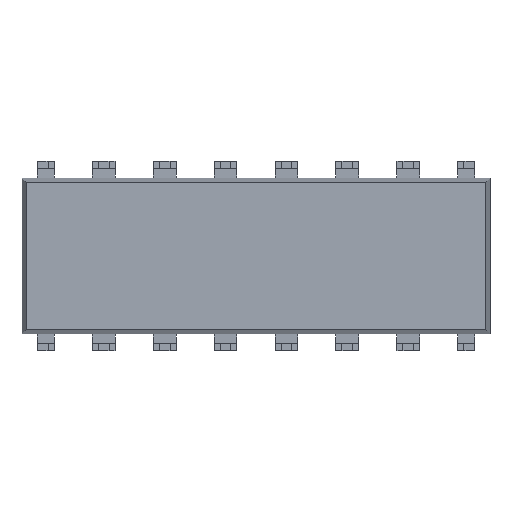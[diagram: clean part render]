
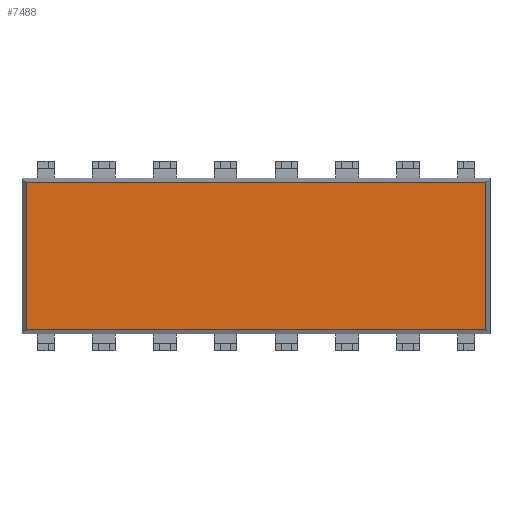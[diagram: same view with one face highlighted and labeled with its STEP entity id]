
A CAD part, front view. The second image highlights one B-rep face of the part: STEP entity #7488.
In plain terms, the highlighted planar face has unit normal (0, -1, 0).
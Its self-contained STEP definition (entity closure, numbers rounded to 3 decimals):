
#7449 = CARTESIAN_POINT ( 'NONE',  ( -9.574, 0.38, 3.064 ) ) ;
#7450 = VERTEX_POINT ( 'NONE', #7449 ) ;
#7451 = CARTESIAN_POINT ( 'NONE',  ( -9.574, 0.38, -3.064 ) ) ;
#7452 = VERTEX_POINT ( 'NONE', #7451 ) ;
#7453 = CARTESIAN_POINT ( 'NONE',  ( -9.574, 0.38, -3.24 ) ) ;
#7454 = DIRECTION ( 'NONE',  ( 0., 0., -1. ) ) ;
#7455 = VECTOR ( 'NONE', #7454, 1000. ) ;
#7456 = LINE ( 'NONE', #7453, #7455 ) ;
#7457 = EDGE_CURVE ( 'NONE', #7450, #7452, #7456, .T. ) ;
#7458 = ORIENTED_EDGE ( 'NONE', *, *, #7457, .T. ) ;
#7459 = CARTESIAN_POINT ( 'NONE',  ( 9.574, 0.38, -3.064 ) ) ;
#7460 = VERTEX_POINT ( 'NONE', #7459 ) ;
#7461 = CARTESIAN_POINT ( 'NONE',  ( 9.75, 0.38, -3.064 ) ) ;
#7462 = DIRECTION ( 'NONE',  ( 1., 0., 0. ) ) ;
#7463 = VECTOR ( 'NONE', #7462, 1000. ) ;
#7464 = LINE ( 'NONE', #7461, #7463 ) ;
#7465 = EDGE_CURVE ( 'NONE', #7452, #7460, #7464, .T. ) ;
#7466 = ORIENTED_EDGE ( 'NONE', *, *, #7465, .T. ) ;
#7467 = CARTESIAN_POINT ( 'NONE',  ( 9.574, 0.38, 3.064 ) ) ;
#7468 = VERTEX_POINT ( 'NONE', #7467 ) ;
#7469 = CARTESIAN_POINT ( 'NONE',  ( 9.574, 0.38, 3.24 ) ) ;
#7470 = DIRECTION ( 'NONE',  ( 0., 0., 1. ) ) ;
#7471 = VECTOR ( 'NONE', #7470, 1000. ) ;
#7472 = LINE ( 'NONE', #7469, #7471 ) ;
#7473 = EDGE_CURVE ( 'NONE', #7460, #7468, #7472, .T. ) ;
#7474 = ORIENTED_EDGE ( 'NONE', *, *, #7473, .T. ) ;
#7475 = CARTESIAN_POINT ( 'NONE',  ( -9.75, 0.38, 3.064 ) ) ;
#7476 = DIRECTION ( 'NONE',  ( -1., 0., 0. ) ) ;
#7477 = VECTOR ( 'NONE', #7476, 1000. ) ;
#7478 = LINE ( 'NONE', #7475, #7477 ) ;
#7479 = EDGE_CURVE ( 'NONE', #7468, #7450, #7478, .T. ) ;
#7480 = ORIENTED_EDGE ( 'NONE', *, *, #7479, .T. ) ;
#7481 = EDGE_LOOP ( 'NONE', ( #7458, #7466, #7474, #7480 ) ) ;
#7482 = FACE_OUTER_BOUND ( 'NONE', #7481, .T. ) ;
#7483 = CARTESIAN_POINT ( 'NONE',  ( 9.75, 0.38, -3.24 ) ) ;
#7484 = DIRECTION ( 'NONE',  ( 0., -1., 0. ) ) ;
#7485 = DIRECTION ( 'NONE',  ( 0., 0., -1. ) ) ;
#7486 = AXIS2_PLACEMENT_3D ( 'NONE', #7483, #7484, #7485 ) ;
#7487 = PLANE ( 'NONE', #7486 ) ;
#7488 = ADVANCED_FACE ( 'NONE', ( #7482 ), #7487, .T. ) ;
